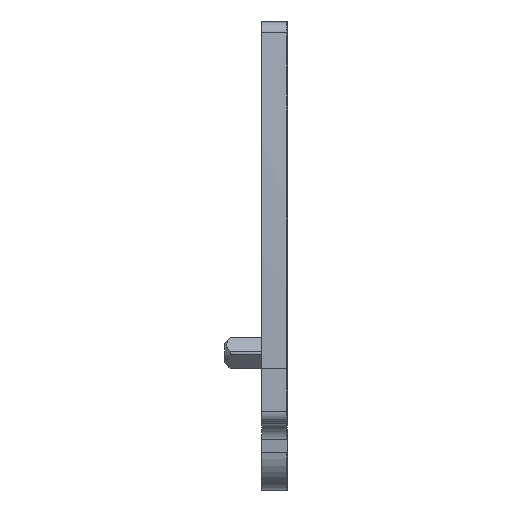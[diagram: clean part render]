
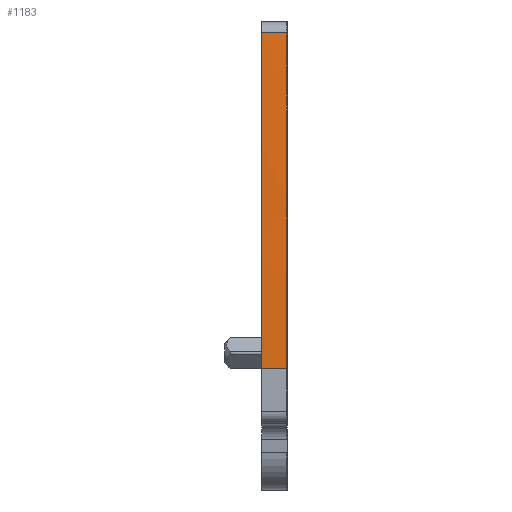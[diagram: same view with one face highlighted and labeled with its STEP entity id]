
A CAD part, front view. The second image highlights one B-rep face of the part: STEP entity #1183.
In plain terms, the highlighted cylindrical face has radius 250 mm (diameter 500 mm), a partial arc.
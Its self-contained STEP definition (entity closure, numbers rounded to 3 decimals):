
#504=AXIS2_PLACEMENT_3D('Circle Axis2P3D',#502,#503,$) ;
#1131=AXIS2_PLACEMENT_3D('Cylinder Axis2P3D',#1128,#1129,#1130) ;
#1135=AXIS2_PLACEMENT_3D('Circle Axis2P3D',#1133,#1134,$) ;
#1149=AXIS2_PLACEMENT_3D('Circle Axis2P3D',#1147,#1148,$) ;
#1163=AXIS2_PLACEMENT_3D('Circle Axis2P3D',#1161,#1162,$) ;
#499=CARTESIAN_POINT('Vertex',(3.,0.,9.9)) ;
#502=CARTESIAN_POINT('Axis2P3D Location',(3.,250.,10.)) ;
#506=CARTESIAN_POINT('Vertex',(3.,1.485,37.209)) ;
#1109=CARTESIAN_POINT('Line Origine',(4.05,0.,9.9)) ;
#1113=CARTESIAN_POINT('Vertex',(5.05,0.,9.9)) ;
#1128=CARTESIAN_POINT('Axis2P3D Location',(4.05,250.,10.)) ;
#1133=CARTESIAN_POINT('Axis2P3D Location',(5.05,250.,10.)) ;
#1137=CARTESIAN_POINT('Vertex',(5.05,0.858,30.7)) ;
#1140=CARTESIAN_POINT('Line Origine',(4.05,0.858,30.7)) ;
#1144=CARTESIAN_POINT('Vertex',(5.,0.858,30.7)) ;
#1147=CARTESIAN_POINT('Axis2P3D Location',(5.,250.,10.)) ;
#1151=CARTESIAN_POINT('Vertex',(5.,0.918,31.4)) ;
#1154=CARTESIAN_POINT('Line Origine',(4.05,0.918,31.4)) ;
#1158=CARTESIAN_POINT('Vertex',(5.05,0.918,31.4)) ;
#1161=CARTESIAN_POINT('Axis2P3D Location',(5.05,250.,10.)) ;
#1165=CARTESIAN_POINT('Vertex',(5.05,1.485,37.209)) ;
#1168=CARTESIAN_POINT('Line Origine',(4.05,1.485,37.209)) ;
#503=DIRECTION('Axis2P3D Direction',(1.,0.,0.)) ;
#1110=DIRECTION('Vector Direction',(1.,0.,0.)) ;
#1129=DIRECTION('Axis2P3D Direction',(1.,0.,0.)) ;
#1130=DIRECTION('Axis2P3D XDirection',(0.,-0.994,0.109)) ;
#1134=DIRECTION('Axis2P3D Direction',(1.,0.,0.)) ;
#1141=DIRECTION('Vector Direction',(1.,0.,0.)) ;
#1148=DIRECTION('Axis2P3D Direction',(1.,0.,0.)) ;
#1155=DIRECTION('Vector Direction',(1.,0.,0.)) ;
#1162=DIRECTION('Axis2P3D Direction',(1.,0.,0.)) ;
#1169=DIRECTION('Vector Direction',(1.,0.,0.)) ;
#1111=VECTOR('Line Direction',#1110,1.) ;
#1142=VECTOR('Line Direction',#1141,1.) ;
#1156=VECTOR('Line Direction',#1155,1.) ;
#1170=VECTOR('Line Direction',#1169,1.) ;
#1174=ORIENTED_EDGE('',*,*,#1139,.F.) ;
#1175=ORIENTED_EDGE('',*,*,#1146,.F.) ;
#1176=ORIENTED_EDGE('',*,*,#1153,.F.) ;
#1177=ORIENTED_EDGE('',*,*,#1160,.T.) ;
#1178=ORIENTED_EDGE('',*,*,#1167,.F.) ;
#1179=ORIENTED_EDGE('',*,*,#1172,.F.) ;
#1180=ORIENTED_EDGE('',*,*,#508,.T.) ;
#1181=ORIENTED_EDGE('',*,*,#1115,.T.) ;
#1183=ADVANCED_FACE('AEP 4C 6',(#1182),#1132,.T.) ;
#505=CIRCLE('generated circle',#504,250.) ;
#1136=CIRCLE('generated circle',#1135,250.) ;
#1150=CIRCLE('generated circle',#1149,250.) ;
#1164=CIRCLE('generated circle',#1163,250.) ;
#1132=CYLINDRICAL_SURFACE('generated cylinder',#1131,250.) ;
#508=EDGE_CURVE('',#507,#500,#505,.T.) ;
#1115=EDGE_CURVE('',#500,#1114,#1112,.T.) ;
#1139=EDGE_CURVE('',#1138,#1114,#1136,.T.) ;
#1146=EDGE_CURVE('',#1145,#1138,#1143,.T.) ;
#1153=EDGE_CURVE('',#1152,#1145,#1150,.T.) ;
#1160=EDGE_CURVE('',#1152,#1159,#1157,.T.) ;
#1167=EDGE_CURVE('',#1166,#1159,#1164,.T.) ;
#1172=EDGE_CURVE('',#507,#1166,#1171,.T.) ;
#1173=EDGE_LOOP('',(#1174,#1175,#1176,#1177,#1178,#1179,#1180,#1181)) ;
#1182=FACE_OUTER_BOUND('',#1173,.T.) ;
#1112=LINE('Line',#1109,#1111) ;
#1143=LINE('Line',#1140,#1142) ;
#1157=LINE('Line',#1154,#1156) ;
#1171=LINE('Line',#1168,#1170) ;
#500=VERTEX_POINT('',#499) ;
#507=VERTEX_POINT('',#506) ;
#1114=VERTEX_POINT('',#1113) ;
#1138=VERTEX_POINT('',#1137) ;
#1145=VERTEX_POINT('',#1144) ;
#1152=VERTEX_POINT('',#1151) ;
#1159=VERTEX_POINT('',#1158) ;
#1166=VERTEX_POINT('',#1165) ;
